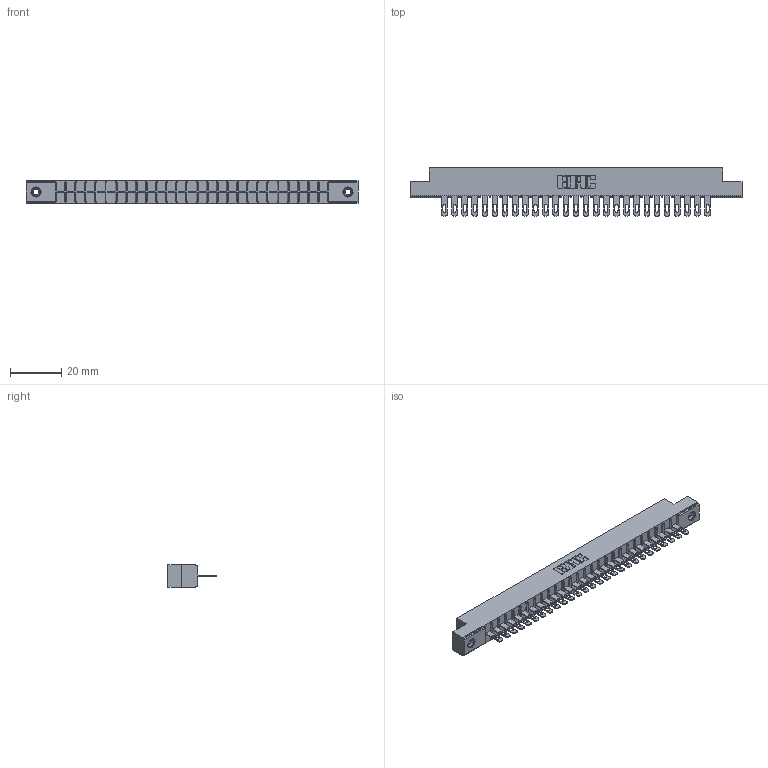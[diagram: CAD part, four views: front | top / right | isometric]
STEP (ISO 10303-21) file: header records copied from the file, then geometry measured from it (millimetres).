
FILE_DESCRIPTION (( 'STEP AP203' ), '1' );
FILE_NAME ('316-027-400-108.STEP', '2020-09-22T22:49:00', ( '' ), ( '' ), 'SwSTEP 2.0', 'SolidWorks 2020', '' );
FILE_SCHEMA (( 'CONFIG_CONTROL_DESIGN' ));
Length unit declared in the file: inch
Products named in the file (4): 345-250-001_345-250-003-102; 306 Part_.156 Dia; 316-027-400-108; 306-290-001_100
Assembly tree (30 placements, depth 2):
  316-027-400-108
    306 Part_.156 Dia
    306-290-001_100  x27
    345-250-001_345-250-003-102  x2
Bounding box: 130 x 18.87 x 8.71 mm (x, y, z)
Volume: 8997.2 mm3; surface area: 13904.9 mm2
Topology: 30 solids, 30 shells, 2228 faces, 6257 edges, 4018 vertices
Faces by surface type: plane 1450, cylinder 654, sphere 108, cone 12, torus 4
Entity records: 28471 total; most frequent: CARTESIAN_POINT 4759, ORIENTED_EDGE 4710, DIRECTION 4703, EDGE_CURVE 2355, VECTOR 1831, LINE 1831, VERTEX_POINT 1492, AXIS2_PLACEMENT_3D 1436
